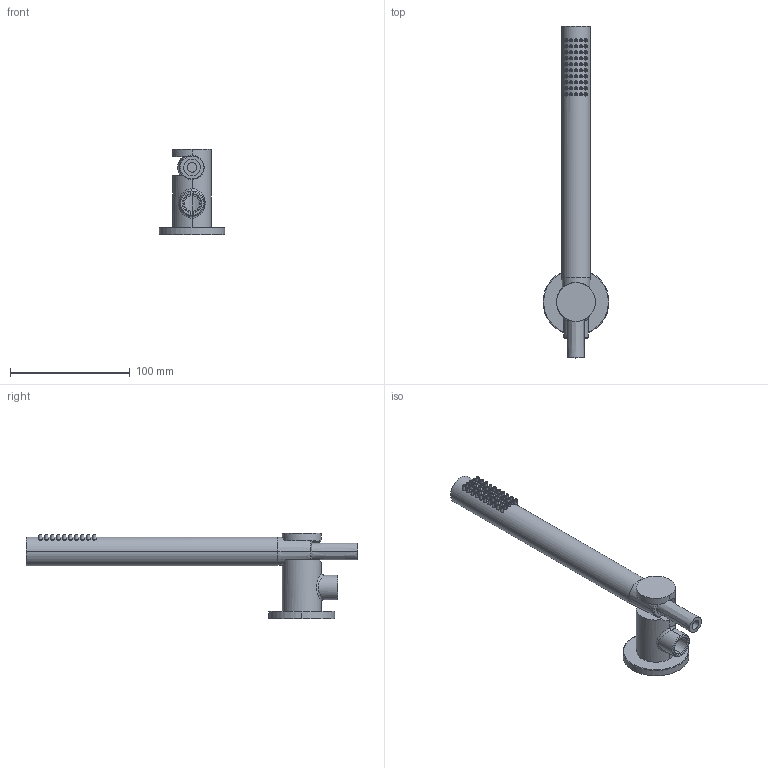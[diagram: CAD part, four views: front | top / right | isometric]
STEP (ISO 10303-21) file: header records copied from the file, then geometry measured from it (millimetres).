
FILE_DESCRIPTION((''),'2;1');
FILE_NAME('ZDUP094CRAG','2021-05-05T08:54:21',('ut3'),('PAFFONI SpA'),'CREO PARAMETRIC BY PTC INC, 2020044','CREO PARAMETRIC BY PTC INC, 2020044','');
FILE_SCHEMA(('CONFIG_CONTROL_DESIGN','SHAPE_APPEARANCE_LAYERS_GROUPS'));
Length unit declared in the file: millimetre
Products named in the file (1): ZDUP094CRAG
Bounding box: 55 x 276.7 x 71 mm (x, y, z)
Volume: 69762.2 mm3; surface area: 57406.9 mm2
Topology: 21 solids, 23 shells, 458 faces, 1010 edges, 664 vertices
Faces by surface type: cylinder 171, plane 154, cone 119, torus 8, bspline 6
Entity records: 19310 total; most frequent: CARTESIAN_POINT 5509, DIRECTION 2216, ORIENTED_EDGE 2020, EDGE_CURVE 1010, AXIS2_PLACEMENT_3D 930, VERTEX_POINT 664, EDGE_LOOP 628, FILL_AREA_STYLE_COLOUR 479
